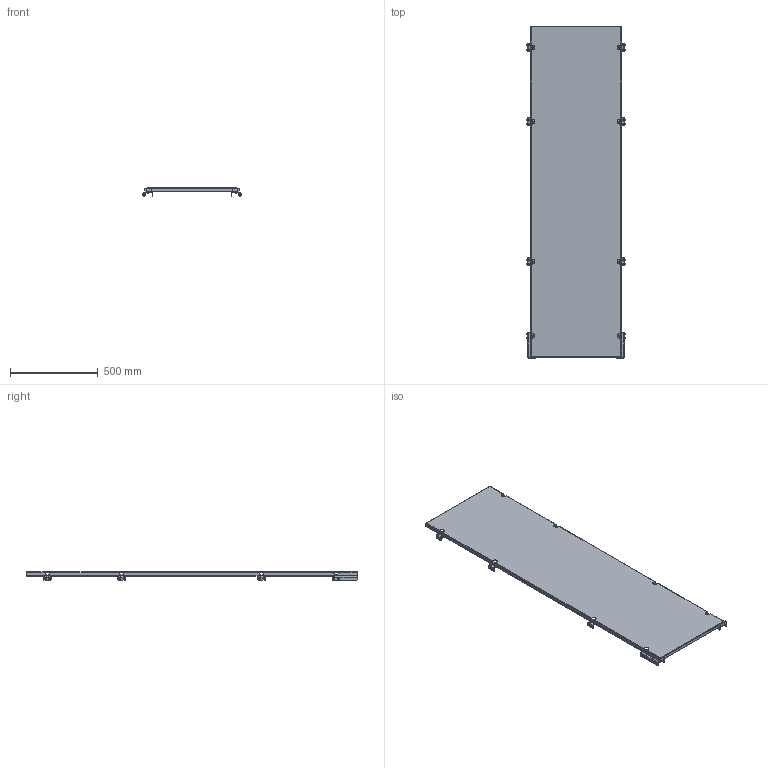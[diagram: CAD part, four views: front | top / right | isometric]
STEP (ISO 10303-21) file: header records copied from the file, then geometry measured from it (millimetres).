
FILE_DESCRIPTION(('STEP AP214'),'1');
FILE_NAME('cctmp_4757CC11-C0A1-4FBB-AC77-33E288044644_2024_05_06_11_40_04_0984..stp','2024-05-06T09:40:05',('SIEMENS A&D'),('CADClick - www.CADClick.com'),'Spatial InterOp 3D',' ','unknown authorization');
FILE_SCHEMA(('AUTOMOTIVE_DESIGN'));
Length unit declared in the file: millimetre
Products named in the file (34): cc_unnamed; 2024_05_06_11_40_04_0969; 2024_05_06_11_40_04_0937; 2024_05_06_11_40_04_0906; 2024_05_06_11_40_04_0875; 2024_05_06_11_40_04_0798; 2024_05_06_11_40_04_0767; 2024_05_06_11_40_04_0736; 2024_05_06_11_40_04_0705; 2024_05_06_11_40_04_0642; 2024_05_06_11_40_04_0611; 2024_05_06_11_40_04_0580; 2024_05_06_11_40_04_0548; 2024_05_06_11_40_04_0486; 2024_05_06_11_40_04_0455; 2024_05_06_11_40_04_0423; 2024_05_06_11_40_04_0392; 2024_05_06_11_40_04_0330; 2024_05_06_11_40_04_0298; 2024_05_06_11_40_04_0267; 2024_05_06_11_40_04_0236; 2024_05_06_11_40_04_0173; 2024_05_06_11_40_04_0142; 2024_05_06_11_40_04_0111; 2024_05_06_11_40_04_0080; 2024_05_06_11_40_04_0017; 2024_05_06_11_40_03_0986; 2024_05_06_11_40_03_0955; 2024_05_06_11_40_03_0923; 2024_05_06_11_40_03_0850; 2024_05_06_11_40_03_0819; 2024_05_06_11_40_03_0788; 2024_05_06_11_40_03_0756; 2024_05_06_11_40_03_0694
Assembly tree (33 placements, depth 2):
  cc_unnamed
    2024_05_06_11_40_04_0969
    2024_05_06_11_40_04_0937
    2024_05_06_11_40_04_0906
    2024_05_06_11_40_04_0875
    2024_05_06_11_40_04_0798
    2024_05_06_11_40_04_0767
    2024_05_06_11_40_04_0736
    2024_05_06_11_40_04_0705
    2024_05_06_11_40_04_0642
    2024_05_06_11_40_04_0611
    2024_05_06_11_40_04_0580
    2024_05_06_11_40_04_0548
    2024_05_06_11_40_04_0486
    2024_05_06_11_40_04_0455
    2024_05_06_11_40_04_0423
    2024_05_06_11_40_04_0392
    2024_05_06_11_40_04_0330
    2024_05_06_11_40_04_0298
    2024_05_06_11_40_04_0267
    2024_05_06_11_40_04_0236
    2024_05_06_11_40_04_0173
    2024_05_06_11_40_04_0142
    2024_05_06_11_40_04_0111
    2024_05_06_11_40_04_0080
    2024_05_06_11_40_04_0017
    2024_05_06_11_40_03_0986
    2024_05_06_11_40_03_0955
    2024_05_06_11_40_03_0923
    2024_05_06_11_40_03_0850
    2024_05_06_11_40_03_0819
    2024_05_06_11_40_03_0788
    2024_05_06_11_40_03_0756
    2024_05_06_11_40_03_0694
Bounding box: 566 x 1897 x 46 mm (x, y, z)
Volume: 2415233.6 mm3; surface area: 2429604.8 mm2
Topology: 33 solids, 33 shells, 750 faces, 1852 edges, 1152 vertices
Faces by surface type: cylinder 356, plane 298, cone 96
Entity records: 29503 total; most frequent: DIRECTION 4236, CARTESIAN_POINT 3788, ORIENTED_EDGE 3704, EDGE_CURVE 1852, AXIS2_PLACEMENT_3D 1600, VERTEX_POINT 1152, LINE 1036, VECTOR 1036
